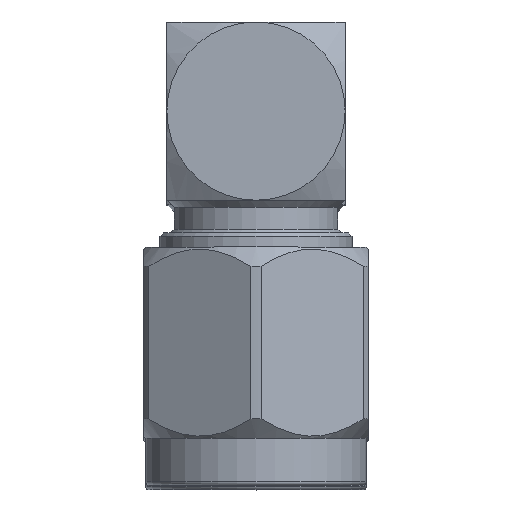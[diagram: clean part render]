
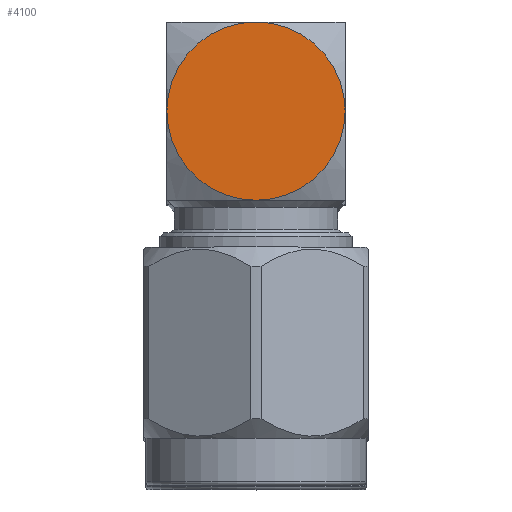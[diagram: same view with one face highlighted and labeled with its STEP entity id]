
A CAD part, top view. The second image highlights one B-rep face of the part: STEP entity #4100.
In plain terms, the highlighted face is planar.
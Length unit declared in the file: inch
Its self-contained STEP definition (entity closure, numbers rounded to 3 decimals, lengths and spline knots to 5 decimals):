
#889 = CIRCLE ( 'NONE', #9645, 0.125 ) ;
#1590 = CIRCLE ( 'NONE', #5544, 0.125 ) ;
#1622 = CARTESIAN_POINT ( 'NONE',  ( -0.125, -0.48523, 0. ) ) ;
#4017 = CARTESIAN_POINT ( 'NONE',  ( -0.125, -0.48523, 0.125 ) ) ;
#4100 = ADVANCED_FACE ( 'NONE', ( #6638 ), #11352, .T. ) ;
#5479 = EDGE_CURVE ( 'NONE', #12094, #11398, #889, .T. ) ;
#5544 = AXIS2_PLACEMENT_3D ( 'NONE', #1622, #11086, #9093 ) ;
#6099 = CARTESIAN_POINT ( 'NONE',  ( -0.125, -0.48523, -0.125 ) ) ;
#6638 = FACE_OUTER_BOUND ( 'NONE', #6774, .T. ) ;
#6774 = EDGE_LOOP ( 'NONE', ( #8678, #9128 ) ) ;
#7234 = DIRECTION ( 'NONE',  ( -1., 0., 0. ) ) ;
#8379 = DIRECTION ( 'NONE',  ( 0., 0., 1. ) ) ;
#8421 = EDGE_CURVE ( 'NONE', #11398, #12094, #1590, .T. ) ;
#8514 = DIRECTION ( 'NONE',  ( 0., 0., 1. ) ) ;
#8678 = ORIENTED_EDGE ( 'NONE', *, *, #5479, .T. ) ;
#9093 = DIRECTION ( 'NONE',  ( 0., 0., 1. ) ) ;
#9128 = ORIENTED_EDGE ( 'NONE', *, *, #8421, .T. ) ;
#9540 = CARTESIAN_POINT ( 'NONE',  ( -0.125, -0.36023, -0.125 ) ) ;
#9645 = AXIS2_PLACEMENT_3D ( 'NONE', #10222, #7234, #8379 ) ;
#10222 = CARTESIAN_POINT ( 'NONE',  ( -0.125, -0.48523, 0. ) ) ;
#11086 = DIRECTION ( 'NONE',  ( -1., 0., 0. ) ) ;
#11352 = PLANE ( 'NONE',  #11574 ) ;
#11388 = DIRECTION ( 'NONE',  ( -1., 0., 0. ) ) ;
#11398 = VERTEX_POINT ( 'NONE', #4017 ) ;
#11574 = AXIS2_PLACEMENT_3D ( 'NONE', #9540, #11388, #8514 ) ;
#12094 = VERTEX_POINT ( 'NONE', #6099 ) ;
